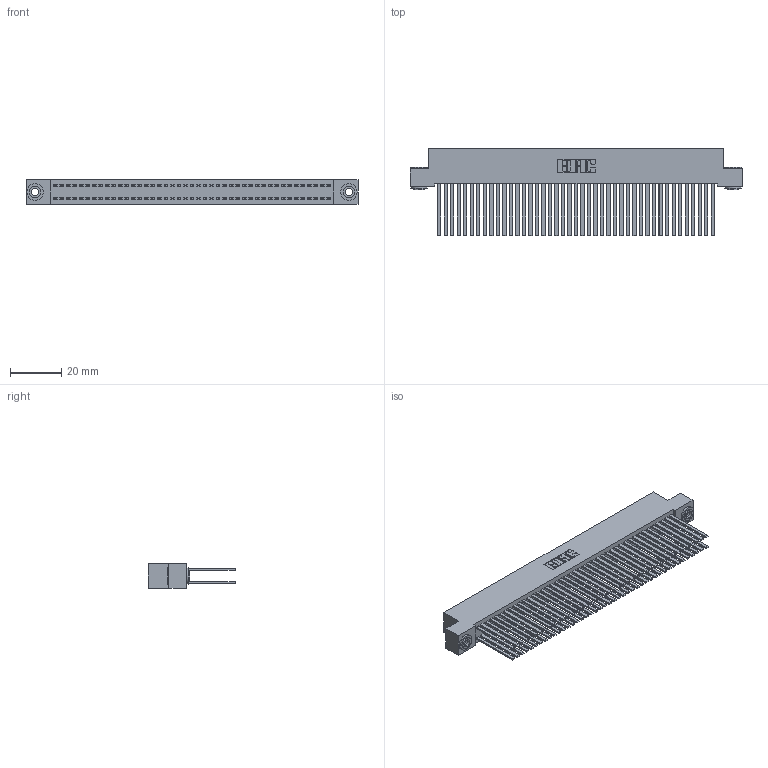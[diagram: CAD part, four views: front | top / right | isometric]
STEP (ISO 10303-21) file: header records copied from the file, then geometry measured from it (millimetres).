
FILE_DESCRIPTION (( 'STEP AP203' ), '1' );
FILE_NAME ('392-086-544-203.STEP', '2019-10-09T16:19:00', ( '' ), ( '' ), 'SwSTEP 2.0', 'SolidWorks 2016', '' );
FILE_SCHEMA (( 'CONFIG_CONTROL_DESIGN' ));
Length unit declared in the file: inch
Products named in the file (4): 342 Part_.156 TH; 345-292-001_345-293-144; 342-250-002_345-250-002-102; 392-086-544-203
Assembly tree (89 placements, depth 2):
  392-086-544-203
    342 Part_.156 TH
    345-292-001_345-293-144  x86
    342-250-002_345-250-002-102  x2
Bounding box: 129.54 x 34.3 x 9.4 mm (x, y, z)
Volume: 12872.3 mm3; surface area: 24530.2 mm2
Topology: 89 solids, 89 shells, 4104 faces, 12157 edges, 7986 vertices
Faces by surface type: plane 2828, cylinder 1268, cone 8
Entity records: 27868 total; most frequent: CARTESIAN_POINT 4589, ORIENTED_EDGE 4518, DIRECTION 3949, EDGE_CURVE 2259, VECTOR 2111, LINE 2111, VERTEX_POINT 1502, AXIS2_PLACEMENT_3D 919
